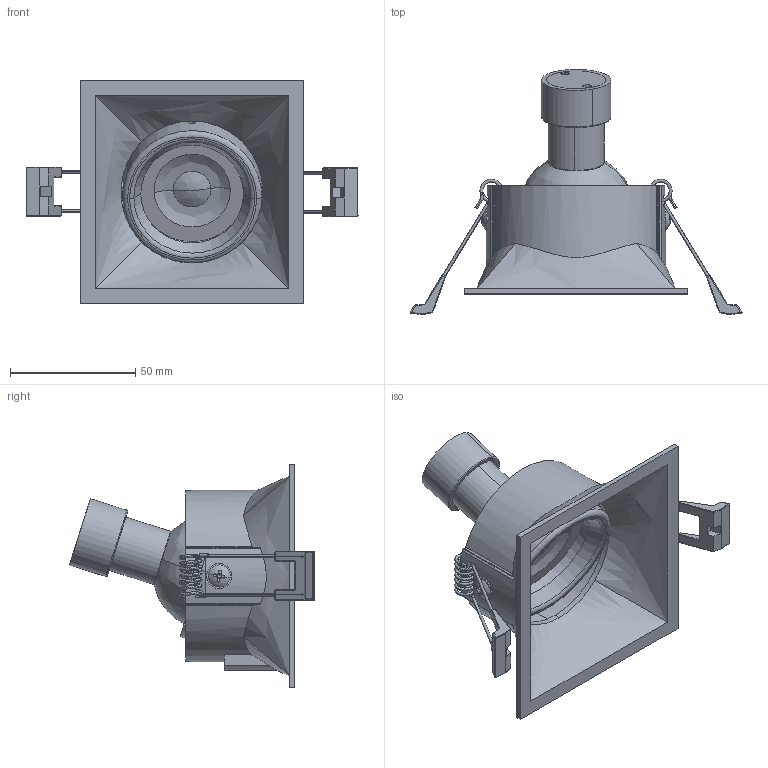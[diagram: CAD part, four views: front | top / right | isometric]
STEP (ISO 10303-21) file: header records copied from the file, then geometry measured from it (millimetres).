
FILE_DESCRIPTION (( 'STEP AP214' ), '1' );
FILE_NAME ('POINT TWIST CH ASSEMBLY_SQUARE+LAMP GU_10.STEP', '2022-09-07T09:46:51', ( '' ), ( '' ), 'SwSTEP 2.0', 'SolidWorks 2018', '' );
FILE_SCHEMA (( 'AUTOMOTIVE_DESIGN' ));
Length unit declared in the file: millimetre
Products named in the file (7): Ïðóæèíà òèïîâàÿ; POINT TWIST CH_SQUARE; ikea led1727f3; GU10 Spot LED; POINT TWIST CH ASSEMBLY_SQUARE+LAMP GU_10; POINT TWIST CH_2; pan head cross collar screw_din_DIN 967 - M4 x 6 - Z --- 4.6N
Assembly tree (8 placements, depth 2):
  POINT TWIST CH ASSEMBLY_SQUARE+LAMP GU_10
    POINT TWIST CH_SQUARE
    POINT TWIST CH_2
    GU10 Spot LED
    ikea led1727f3
    Ïðóæèíà òèïîâàÿ  x2
    pan head cross collar screw_din_DIN 967 - M4 x 6 - Z --- 4.6N  x2
Bounding box: 132.74 x 97.97 x 89.25 mm (x, y, z)
Volume: 87734.5 mm3; surface area: 51339.3 mm2
Topology: 17 solids, 17 shells, 554 faces, 1348 edges, 836 vertices
Faces by surface type: plane 215, cylinder 162, bspline 86, torus 57, cone 30, sphere 4
Entity records: 20015 total; most frequent: CARTESIAN_POINT 9606, ORIENTED_EDGE 2100, DIRECTION 2062, EDGE_CURVE 1050, AXIS2_PLACEMENT_3D 839, VERTEX_POINT 663, EDGE_LOOP 463, CIRCLE 457
